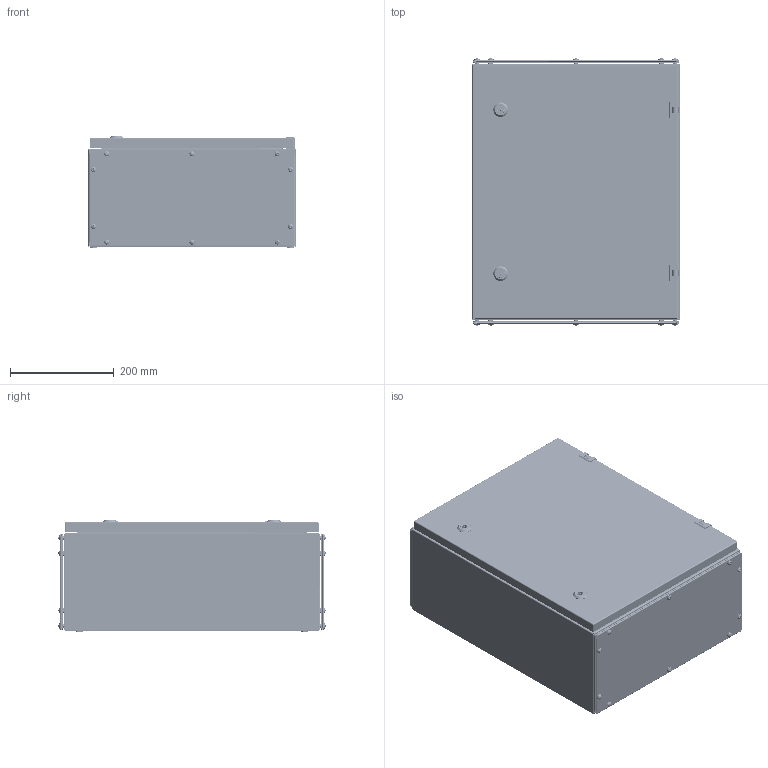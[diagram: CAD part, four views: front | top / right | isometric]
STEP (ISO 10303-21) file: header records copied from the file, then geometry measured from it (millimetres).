
FILE_DESCRIPTION (( 'STEP AP214' ), '1' );
FILE_NAME ('11.040.050.21.STEP', '2024-06-03T10:41:55', ( '' ), ( '' ), 'SwSTEP 2.0', 'SolidWorks 2021', '' );
FILE_SCHEMA (( 'AUTOMOTIVE_DESIGN' ));
Length unit declared in the file: millimetre
Products named in the file (27): 嵑謺麃 檐; Êîðïóñ øêàôà W400H500D210; 8SJ_S1B_0001.stp; Ðåéêà H500; Ïåðåìû÷êà êàðêàñà W400; 8SJ_MS705_0510.stp; SW6X8.stp; 8SJ_MS705_0010.stp; 11.040.050.21; Ïðîêëàäêà êðûøêè W400D210; 8SJ_MS705-1_0040.stp; Âèíò DIN 967 Ì5õ16 ñ ïîëóêðóãëîé ãîëîâêîé ñ êðåñòîîáðàçíûì øëèöåì; 8SJ_MS705_0760.stp; Êàðêàñ øêàôà W400H500D210; Øïèëüêà ïðèâàðíàÿ Ì6õ15; Áîëò Ì6õ10 ñ øåñòèãðàííîé ãîëîâêîé ñ ïðåññøàéáîé; Äâåðíîå ïîëîòíî W400H500; ﾇ瑟鶴 ﾀﾑ ms1000-3M.stp; Øïèëüêà ïðèâàðíàÿ Ì6õ10; Øïèëüêà ïðèâàðíàÿ Ì6õ20; 417.450; 署赅 W400D210; Ãàéêà M6 DIN6923.step; Ãàñêåòèíã äâåðè W400H500; Çàêëåïêà ðåçüáîâàÿ Ì8 øåñòèãðàííàÿ ñ óìåíüøåííûì áîðòîì; ﾄ粢 ﾑﾁ W400H500; Çàêëåïêà ðåçüáîâàÿ Ì5 øåñòèãðàííàÿ ñ óìåíüøåííûì áîðòîì
Assembly tree (88 placements, depth 4):
  11.040.050.21
    Êàðêàñ øêàôà W400H500D210
      Êîðïóñ øêàôà W400H500D210
      Ïåðåìû÷êà êàðêàñà W400  x2
      Øïèëüêà ïðèâàðíàÿ Ì6õ15  x8
      Øïèëüêà ïðèâàðíàÿ Ì6õ20  x4
    署赅 W400D210  x2
    Ïðîêëàäêà êðûøêè W400D210  x2
    ﾄ粢 ﾑﾁ W400H500
      Äâåðíîå ïîëîòíî W400H500
      Ðåéêà H500  x2
      Ãàñêåòèíã äâåðè W400H500
      Øïèëüêà ïðèâàðíàÿ Ì6õ10  x2
      ﾇ瑟鶴 ﾀﾑ ms1000-3M.stp  x2
        8SJ_MS705_0010.stp
        8SJ_MS705_0510.stp
        8SJ_MS705_0760.stp
        8SJ_S1B_0001.stp
        8SJ_MS705-1_0040.stp
        SW6X8.stp
    嵑謺麃 檐  x2
    Áîëò Ì6õ10 ñ øåñòèãðàííîé ãîëîâêîé ñ ïðåññøàéáîé  x2
    Çàêëåïêà ðåçüáîâàÿ Ì5 øåñòèãðàííàÿ ñ óìåíüøåííûì áîðòîì  x20
    Âèíò DIN 967 Ì5õ16 ñ ïîëóêðóãëîé ãîëîâêîé ñ êðåñòîîáðàçíûì øëèöåì  x20
    Çàêëåïêà ðåçüáîâàÿ Ì8 øåñòèãðàííàÿ ñ óìåíüøåííûì áîðòîì  x4
    417.450
    Ãàéêà M6 DIN6923.step  x4
Bounding box: 400 x 515.17 x 214.65 mm (x, y, z)
Volume: 1450811 mm3; surface area: 2387656.7 mm2
Topology: 88 solids, 100 shells, 5329 faces, 13427 edges, 8320 vertices
Faces by surface type: plane 2169, cylinder 1819, bspline 667, cone 292, torus 230, sphere 152
Entity records: 85005 total; most frequent: CARTESIAN_POINT 42623, ORIENTED_EDGE 9076, DIRECTION 7594, EDGE_CURVE 4544, VERTEX_POINT 2791, AXIS2_PLACEMENT_3D 2584, VECTOR 2426, LINE 2426
